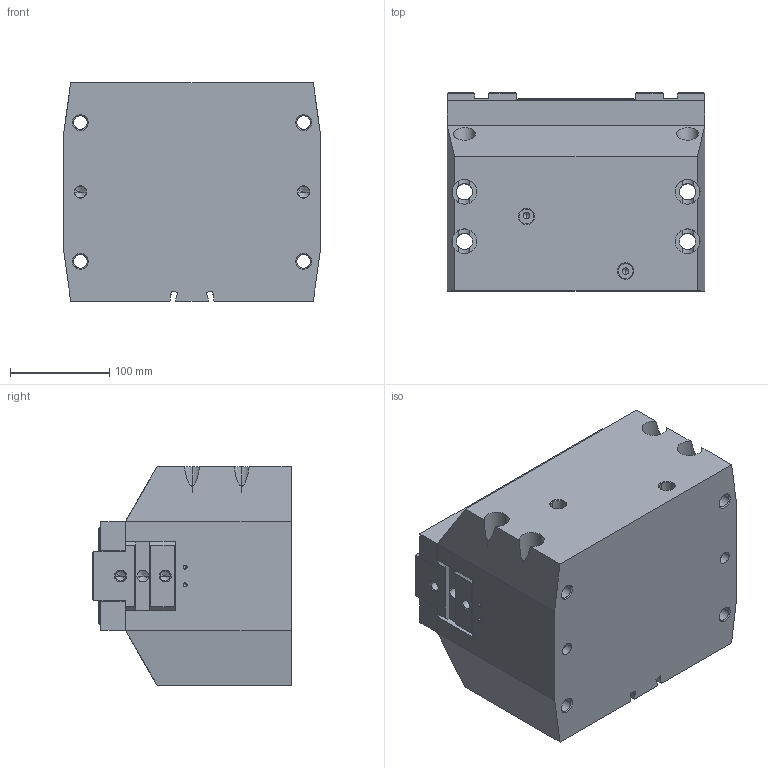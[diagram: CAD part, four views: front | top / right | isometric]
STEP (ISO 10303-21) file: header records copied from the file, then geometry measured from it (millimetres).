
FILE_DESCRIPTION( ( '' ), '1' );
FILE_NAME( 'op220i_op726abe_0_2_14a.stp', '2010-10-25T12:47:37', ( '' ), ( '' ), ' ', ' ', ' ' );
FILE_SCHEMA( ( 'automotive_design' ) );
Length unit declared in the file: millimetre
Products named in the file (3): 1; 2; 3
Bounding box: 260 x 200 x 220 mm (x, y, z)
Volume: 9135172.3 mm3; surface area: 497412.3 mm2
Topology: 3 solids, 3 shells, 378 faces, 1016 edges, 624 vertices
Faces by surface type: plane 194, cylinder 108, cone 76
Entity records: 24382 total; most frequent: CARTESIAN_POINT 3877, STYLED_ITEM 1981, PRESENTATION_STYLE_ASSIGNMENT 1981, COLOUR_RGB 1981, ORIENTED_EDGE 1952, DIRECTION 1942, EDGE_CURVE 976, CURVE_STYLE 976
